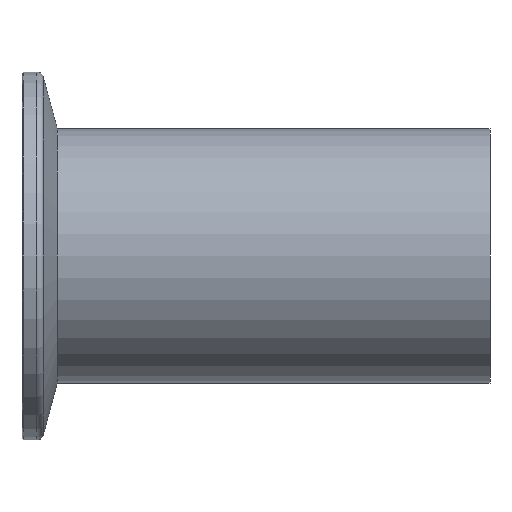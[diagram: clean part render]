
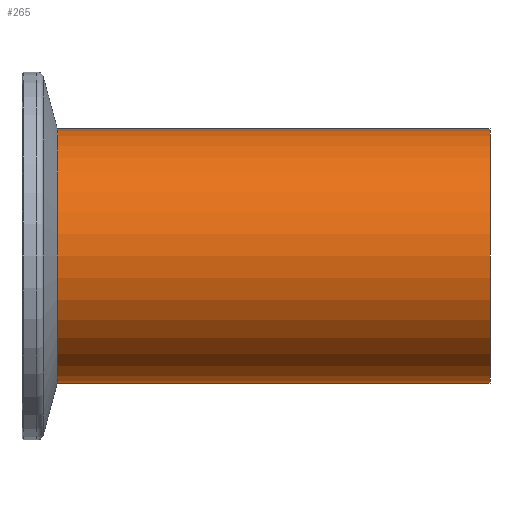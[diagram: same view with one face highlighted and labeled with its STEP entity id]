
A CAD part, left-side view. The second image highlights one B-rep face of the part: STEP entity #265.
In plain terms, the highlighted cylindrical face has radius 19.05 mm (diameter 38.1 mm), a partial arc.
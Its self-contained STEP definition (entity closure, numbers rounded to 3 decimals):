
#5 = LINE ( 'NONE', #197, #470 ) ;
#62 = VERTEX_POINT ( 'NONE', #97 ) ;
#76 = ORIENTED_EDGE ( 'NONE', *, *, #280, .F. ) ;
#79 = LINE ( 'NONE', #129, #373 ) ;
#87 = ORIENTED_EDGE ( 'NONE', *, *, #401, .T. ) ;
#97 = CARTESIAN_POINT ( 'NONE',  ( 0., 0., -19.05 ) ) ;
#113 = DIRECTION ( 'NONE',  ( 0., 1., 0. ) ) ;
#123 = DIRECTION ( 'NONE',  ( 0., 1., 0. ) ) ;
#129 = CARTESIAN_POINT ( 'NONE',  ( 0., 50.906, -19.05 ) ) ;
#139 = ORIENTED_EDGE ( 'NONE', *, *, #427, .T. ) ;
#141 = AXIS2_PLACEMENT_3D ( 'NONE', #443, #113, #276 ) ;
#195 = CIRCLE ( 'NONE', #275, 19.05 ) ;
#197 = CARTESIAN_POINT ( 'NONE',  ( 0., 50.906, 19.05 ) ) ;
#208 = VERTEX_POINT ( 'NONE', #526 ) ;
#230 = EDGE_LOOP ( 'NONE', ( #464, #87, #139, #76 ) ) ;
#245 = CIRCLE ( 'NONE', #141, 19.05 ) ;
#265 = ADVANCED_FACE ( 'NONE', ( #488 ), #366, .T. ) ;
#270 = VERTEX_POINT ( 'NONE', #273 ) ;
#273 = CARTESIAN_POINT ( 'NONE',  ( 0., 0., 19.05 ) ) ;
#275 = AXIS2_PLACEMENT_3D ( 'NONE', #295, #123, #541 ) ;
#276 = DIRECTION ( 'NONE',  ( 0., 0., 1. ) ) ;
#280 = EDGE_CURVE ( 'NONE', #208, #375, #245, .T. ) ;
#291 = DIRECTION ( 'NONE',  ( 0., 1., 0. ) ) ;
#295 = CARTESIAN_POINT ( 'NONE',  ( 0., 0., 0. ) ) ;
#318 = CARTESIAN_POINT ( 'NONE',  ( 0., 50.906, 0. ) ) ;
#363 = EDGE_CURVE ( 'NONE', #62, #208, #79, .T. ) ;
#366 = CYLINDRICAL_SURFACE ( 'NONE', #396, 19.05 ) ;
#373 = VECTOR ( 'NONE', #291, 1000. ) ;
#375 = VERTEX_POINT ( 'NONE', #542 ) ;
#396 = AXIS2_PLACEMENT_3D ( 'NONE', #318, #538, #495 ) ;
#401 = EDGE_CURVE ( 'NONE', #62, #270, #195, .T. ) ;
#427 = EDGE_CURVE ( 'NONE', #270, #375, #5, .T. ) ;
#443 = CARTESIAN_POINT ( 'NONE',  ( 0., 64.736, 0. ) ) ;
#453 = DIRECTION ( 'NONE',  ( 0., 1., 0. ) ) ;
#464 = ORIENTED_EDGE ( 'NONE', *, *, #363, .F. ) ;
#470 = VECTOR ( 'NONE', #453, 1000. ) ;
#488 = FACE_OUTER_BOUND ( 'NONE', #230, .T. ) ;
#495 = DIRECTION ( 'NONE',  ( 0., 0., 1. ) ) ;
#526 = CARTESIAN_POINT ( 'NONE',  ( 0., 64.736, -19.05 ) ) ;
#538 = DIRECTION ( 'NONE',  ( 0., 1., 0. ) ) ;
#541 = DIRECTION ( 'NONE',  ( 0., 0., 1. ) ) ;
#542 = CARTESIAN_POINT ( 'NONE',  ( 0., 64.736, 19.05 ) ) ;
